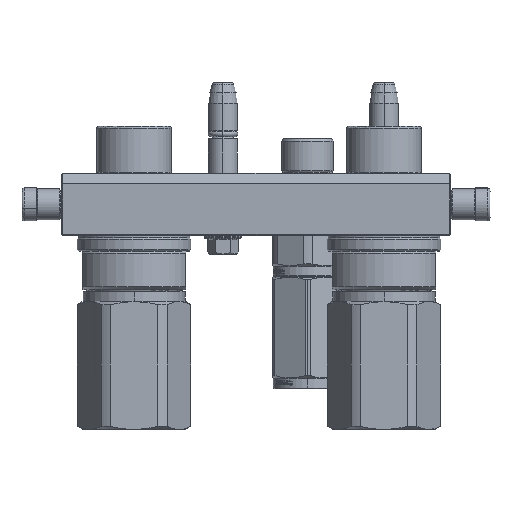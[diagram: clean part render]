
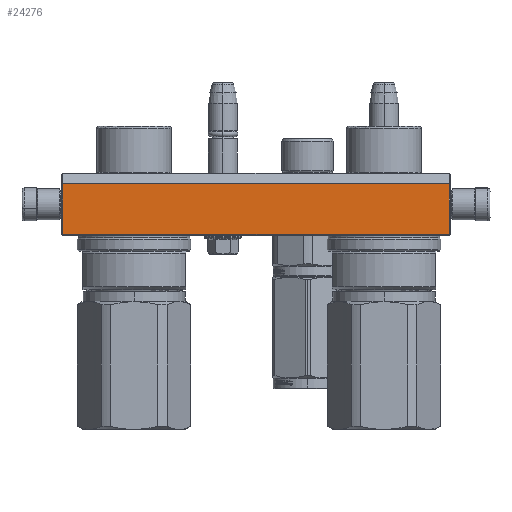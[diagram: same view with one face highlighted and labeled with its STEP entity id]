
A CAD part, left-side view. The second image highlights one B-rep face of the part: STEP entity #24276.
In plain terms, the highlighted face is planar.
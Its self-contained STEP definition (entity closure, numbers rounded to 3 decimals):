
#374 = ORIENTED_EDGE ( 'NONE', *, *, #71268, .T. ) ;
#1736 = DIRECTION ( 'NONE',  ( -1., 0., 0. ) ) ;
#3848 = EDGE_CURVE ( 'NONE', #42508, #41659, #23175, .T. ) ;
#4347 = ORIENTED_EDGE ( 'NONE', *, *, #7248, .F. ) ;
#4532 = CARTESIAN_POINT ( 'NONE',  ( -93.5, 5., -45. ) ) ;
#5107 = VECTOR ( 'NONE', #16302, 1000. ) ;
#7248 = EDGE_CURVE ( 'NONE', #63623, #46741, #29743, .T. ) ;
#14798 = DIRECTION ( 'NONE',  ( 0., 1., 0. ) ) ;
#15461 = AXIS2_PLACEMENT_3D ( 'NONE', #31471, #25391, #50465 ) ;
#16302 = DIRECTION ( 'NONE',  ( 0., 1., 0. ) ) ;
#22100 = LINE ( 'NONE', #33449, #44731 ) ;
#23105 = CARTESIAN_POINT ( 'NONE',  ( 93.5, 5., -45. ) ) ;
#23175 = LINE ( 'NONE', #23105, #28864 ) ;
#24276 = ADVANCED_FACE ( 'NONE', ( #44048 ), #43598, .T. ) ;
#25391 = DIRECTION ( 'NONE',  ( 0., 0., -1. ) ) ;
#26748 = CARTESIAN_POINT ( 'NONE',  ( 93.5, 29.5, -45. ) ) ;
#28864 = VECTOR ( 'NONE', #29191, 1000. ) ;
#29191 = DIRECTION ( 'NONE',  ( -1., 0., 0. ) ) ;
#29743 = LINE ( 'NONE', #61778, #59978 ) ;
#31471 = CARTESIAN_POINT ( 'NONE',  ( 94., 0., -45. ) ) ;
#33449 = CARTESIAN_POINT ( 'NONE',  ( 93.5, 5., -45. ) ) ;
#39947 = LINE ( 'NONE', #4532, #5107 ) ;
#41659 = VERTEX_POINT ( 'NONE', #64763 ) ;
#42508 = VERTEX_POINT ( 'NONE', #49796 ) ;
#43598 = PLANE ( 'NONE',  #15461 ) ;
#44048 = FACE_OUTER_BOUND ( 'NONE', #48489, .T. ) ;
#44731 = VECTOR ( 'NONE', #14798, 1000. ) ;
#46741 = VERTEX_POINT ( 'NONE', #61340 ) ;
#48489 = EDGE_LOOP ( 'NONE', ( #374, #4347, #49909, #59237 ) ) ;
#49796 = CARTESIAN_POINT ( 'NONE',  ( 93.5, 5., -45. ) ) ;
#49909 = ORIENTED_EDGE ( 'NONE', *, *, #61987, .F. ) ;
#50465 = DIRECTION ( 'NONE',  ( -1., 0., 0. ) ) ;
#59237 = ORIENTED_EDGE ( 'NONE', *, *, #3848, .T. ) ;
#59978 = VECTOR ( 'NONE', #1736, 1000. ) ;
#61340 = CARTESIAN_POINT ( 'NONE',  ( -93.5, 29.5, -45. ) ) ;
#61778 = CARTESIAN_POINT ( 'NONE',  ( 93.5, 29.5, -45. ) ) ;
#61987 = EDGE_CURVE ( 'NONE', #42508, #63623, #22100, .T. ) ;
#63623 = VERTEX_POINT ( 'NONE', #26748 ) ;
#64763 = CARTESIAN_POINT ( 'NONE',  ( -93.5, 5., -45. ) ) ;
#71268 = EDGE_CURVE ( 'NONE', #41659, #46741, #39947, .T. ) ;
